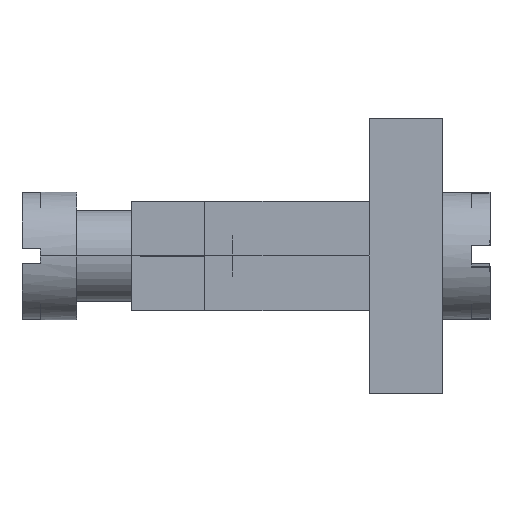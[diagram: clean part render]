
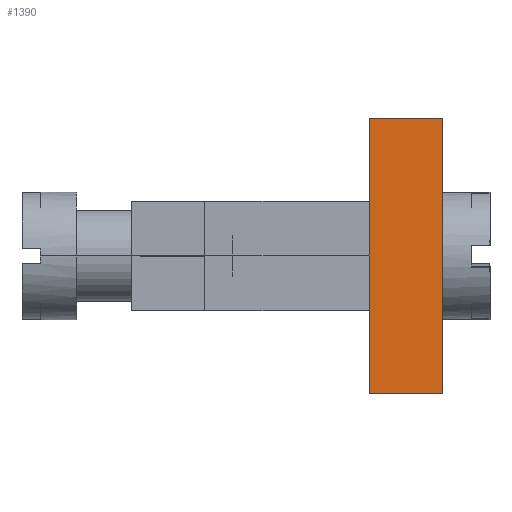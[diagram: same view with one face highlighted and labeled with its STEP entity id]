
A CAD part, left-side view. The second image highlights one B-rep face of the part: STEP entity #1390.
In plain terms, the highlighted planar face has unit normal (-1, 0, 0).
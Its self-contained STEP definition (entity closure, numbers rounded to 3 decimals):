
#1390=ADVANCED_FACE('',(#3616),#3617,.T.);
#3616=FACE_OUTER_BOUND('',#5990,.T.);
#3617=PLANE('',#5991);
#5990=EDGE_LOOP('',(#14287,#14288,#14289,#14290));
#5991=AXIS2_PLACEMENT_3D('',#14291,#14292,#14293);
#14287=ORIENTED_EDGE('',*,*,#18006,.F.);
#14288=ORIENTED_EDGE('',*,*,#17971,.F.);
#14289=ORIENTED_EDGE('',*,*,#18007,.T.);
#14290=ORIENTED_EDGE('',*,*,#17987,.T.);
#14291=CARTESIAN_POINT('',(-235.0,-2.0,7.5));
#14292=DIRECTION('',(-1.0,0.0,0.0));
#14293=DIRECTION('',(0.0,0.0,1.0));
#17971=EDGE_CURVE('',#22585,#22580,#22587,.T.);
#17987=EDGE_CURVE('',#22609,#22606,#22610,.T.);
#18006=EDGE_CURVE('',#22580,#22606,#22634,.T.);
#18007=EDGE_CURVE('',#22585,#22609,#22635,.T.);
#22580=VERTEX_POINT('',#31092);
#22585=VERTEX_POINT('',#31099);
#22587=LINE('',#31102,#31103);
#22606=VERTEX_POINT('',#31126);
#22609=VERTEX_POINT('',#31130);
#22610=LINE('',#31131,#31132);
#22634=LINE('',#31164,#31165);
#22635=LINE('',#31166,#31167);
#31092=CARTESIAN_POINT('',(-235.0,-2.0,-7.5));
#31099=CARTESIAN_POINT('',(-235.0,-2.0,7.5));
#31102=CARTESIAN_POINT('',(-235.0,-2.0,7.5));
#31103=VECTOR('',#36131,1000.0);
#31126=CARTESIAN_POINT('',(-235.0,2.0,-7.5));
#31130=CARTESIAN_POINT('',(-235.0,2.0,7.5));
#31131=CARTESIAN_POINT('',(-235.0,2.0,7.5));
#31132=VECTOR('',#36167,1000.0);
#31164=CARTESIAN_POINT('',(-235.0,-2.0,-7.5));
#31165=VECTOR('',#36206,1000.0);
#31166=CARTESIAN_POINT('',(-235.0,-2.0,7.5));
#31167=VECTOR('',#36207,1000.0);
#36131=DIRECTION('',(-0.0,-0.0,-1.0));
#36167=DIRECTION('',(-0.0,-0.0,-1.0));
#36206=DIRECTION('',(0.0,1.0,0.0));
#36207=DIRECTION('',(0.0,1.0,0.0));
